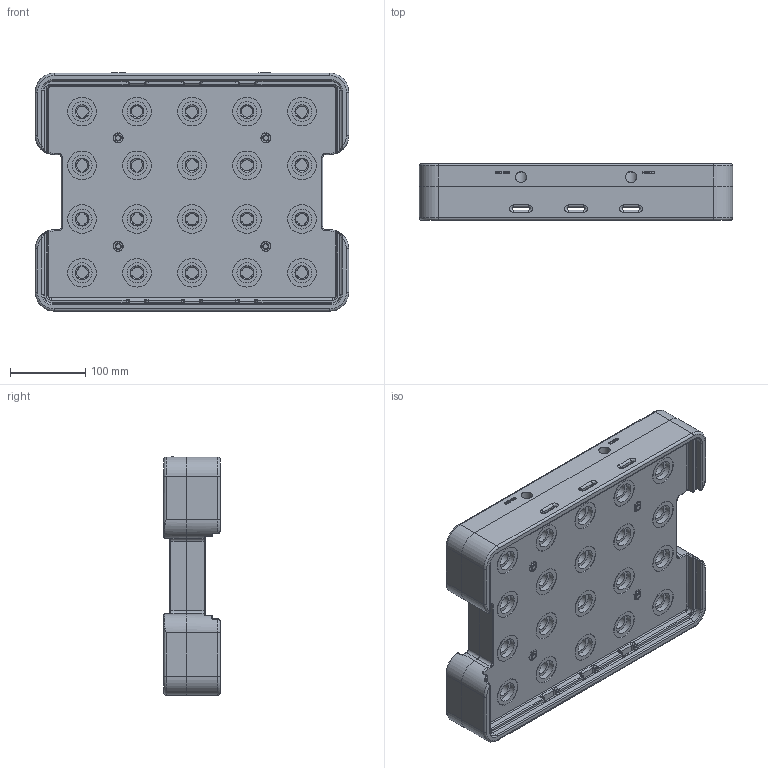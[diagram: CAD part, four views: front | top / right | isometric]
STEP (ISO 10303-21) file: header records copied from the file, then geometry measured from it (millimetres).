
FILE_DESCRIPTION (( 'STEP AP203' ), '1' );
FILE_NAME ('Schnellverschraubung.STEP', '2013-03-03T16:28:13', ( '' ), ( '' ), 'SwSTEP 2.0', 'SolidWorks 2012', '' );
FILE_SCHEMA (( 'CONFIG_CONTROL_DESIGN' ));
Length unit declared in the file: millimetre
Products named in the file (6): Schnellverschraubung; DIN 912 M8 x 40--- 40N_DIN 912 M8 x 35 --- 35N; U_Einsatz; din_7965_m8; Oberteil; Mittelteil
Assembly tree (14 placements, depth 2):
  Schnellverschraubung
    Mittelteil
    Oberteil
    din_7965_m8  x4
    U_Einsatz  x4
    DIN 912 M8 x 40--- 40N_DIN 912 M8 x 35 --- 35N  x4
Bounding box: 416 x 75 x 316.5 mm (x, y, z)
Volume: 5932068.9 mm3; surface area: 746542.1 mm2
Topology: 15 solids, 15 shells, 1898 faces, 4877 edges, 2890 vertices
Faces by surface type: plane 589, cylinder 557, bspline 452, torus 232, cone 64, sphere 4
Full cylindrical faces by diameter (mm): 6.647 x4, 8 x4, 8.5 x4, 10 x4, 12.5 x12, 13 x8, 15 x2, 18.5 x22, 26.5 x20, 38 x20
Entity records: 80217 total; most frequent: CARTESIAN_POINT 43059, ORIENTED_EDGE 7906, DIRECTION 7152, EDGE_CURVE 3953, AXIS2_PLACEMENT_3D 2871, VERTEX_POINT 2445, EDGE_LOOP 1854, FACE_OUTER_BOUND 1730
